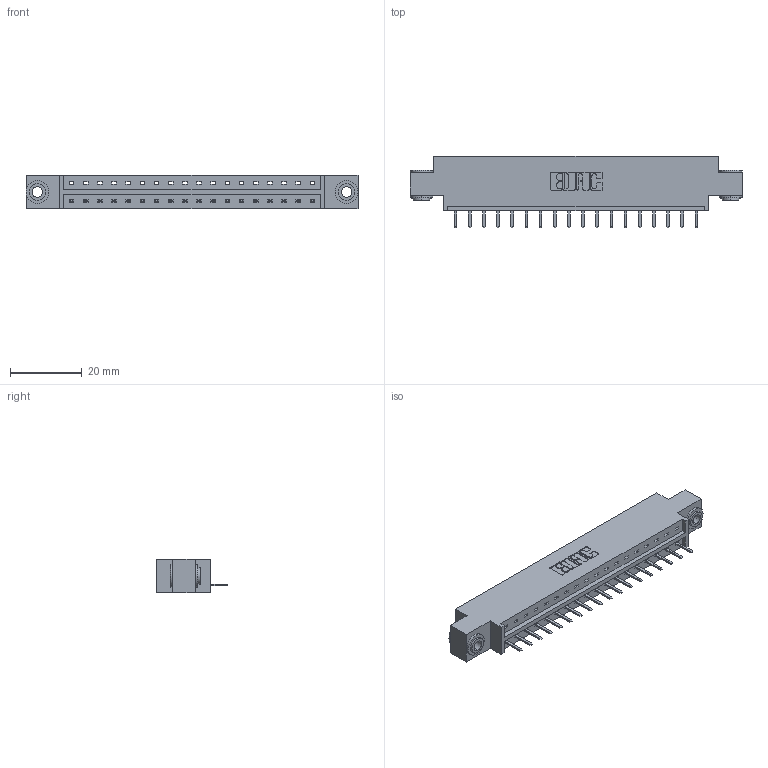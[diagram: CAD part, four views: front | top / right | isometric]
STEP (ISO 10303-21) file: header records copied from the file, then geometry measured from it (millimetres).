
FILE_DESCRIPTION (( 'STEP AP203' ), '1' );
FILE_NAME ('333-018-520-603.STEP', '2019-08-09T12:42:36', ( '' ), ( '' ), 'SwSTEP 2.0', 'SolidWorks 2016', '' );
FILE_SCHEMA (( 'CONFIG_CONTROL_DESIGN' ));
Length unit declared in the file: inch
Products named in the file (4): 345-250-002_345-250-002-102; 333 Part_Offset - .156 Dia - TH; 345-292-001_345-293-120; 333-018-520-603
Assembly tree (21 placements, depth 2):
  333-018-520-603
    333 Part_Offset - .156 Dia - TH
    345-292-001_345-293-120  x18
    345-250-002_345-250-002-102  x2
Bounding box: 92.86 x 20.02 x 9.4 mm (x, y, z)
Volume: 8878 mm3; surface area: 9692.7 mm2
Topology: 21 solids, 21 shells, 1272 faces, 3711 edges, 2422 vertices
Faces by surface type: plane 876, cylinder 388, cone 8
Entity records: 15004 total; most frequent: CARTESIAN_POINT 2583, ORIENTED_EDGE 2518, DIRECTION 2249, EDGE_CURVE 1259, VECTOR 1103, LINE 1103, VERTEX_POINT 834, AXIS2_PLACEMENT_3D 573
